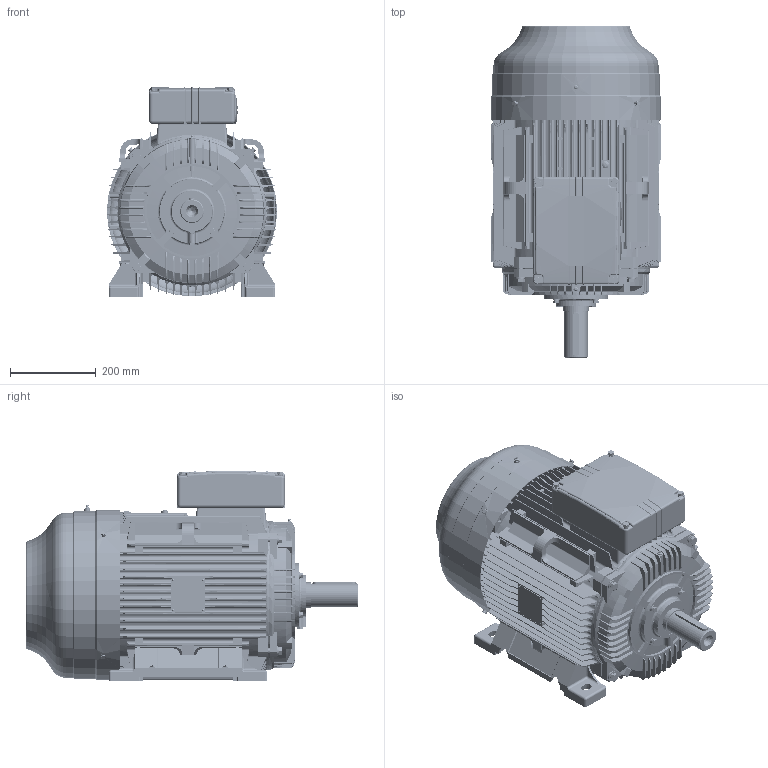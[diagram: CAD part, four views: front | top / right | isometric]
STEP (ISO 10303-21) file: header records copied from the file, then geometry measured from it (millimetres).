
FILE_DESCRIPTION((''),'2;1');
FILE_NAME('WE200L-B3.stp','2012-10-31T10:17:34',('kjell'),(''),'Autodesk Inventor 2010','Autodesk Inventor 2010','');
FILE_SCHEMA(('AUTOMOTIVE_DESIGN { 1 0 10303 214 1 1 1 1 }'));
Length unit declared in the file: millimetre
Products named in the file (1): WE200L-B3
Bounding box: 397 x 773.49 x 489.53 mm (x, y, z)
Volume: 5864071.7 mm3; surface area: 3962864.1 mm2
Topology: 103 solids, 104 shells, 7481 faces, 20732 edges, 13501 vertices
Faces by surface type: plane 3304, cylinder 2420, bspline 786, cone 701, torus 179, sphere 91
Full cylindrical faces by diameter (mm): 2 x12, 2.5 x17, 5 x6, 5.1 x2, 6 x7, 6.6 x4, 6.8 x12, 7 x6, 8 x13, 8.5 x1, 9 x11, 10 x20, 10.2 x8, 10.4 x1, 10.5 x1, 11.5 x1, 12 x13, 13.5 x8, 14 x5, 15 x8, 15.995 x1, 16 x14, 17.5 x5, 20 x1, 24 x12, 30 x4, 48.376 x2, 50 x2, 54 x1, 55 x1
Entity records: 290541 total; most frequent: CARTESIAN_POINT 104411, ORIENTED_EDGE 40350, DIRECTION 35899, EDGE_CURVE 20191, VERTEX_POINT 13374, AXIS2_PLACEMENT_3D 12797, VECTOR 10305, LINE 10305
